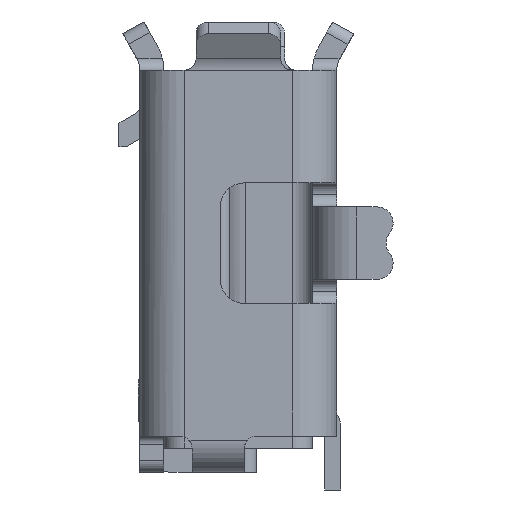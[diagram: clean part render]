
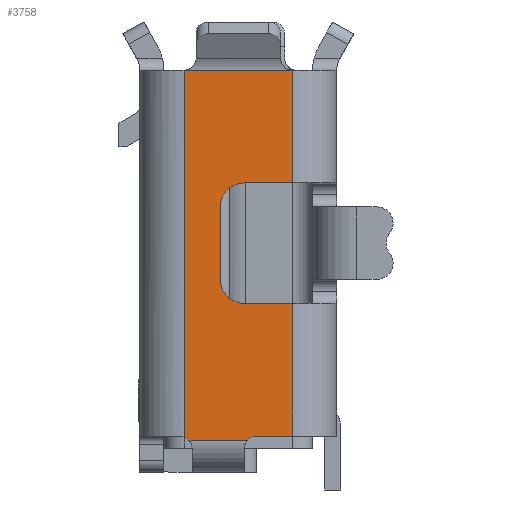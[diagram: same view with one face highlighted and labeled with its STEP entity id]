
A CAD part, left-side view. The second image highlights one B-rep face of the part: STEP entity #3758.
In plain terms, the highlighted planar face has unit normal (-1, 0, 0).
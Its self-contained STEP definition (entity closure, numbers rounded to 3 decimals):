
#57 = EDGE_CURVE ( 'NONE', #91, #102, #6020, .T. ) ;
#91 = VERTEX_POINT ( 'NONE', #6083 ) ;
#102 = VERTEX_POINT ( 'NONE', #6116 ) ;
#167 = VERTEX_POINT ( 'NONE', #6203 ) ;
#3758 = ADVANCED_FACE ( 'NONE', ( #14594 ), #14593, .T. ) ;
#3759 = EDGE_LOOP ( 'NONE', ( #3762, #3797, #3803, #3810, #3814, #3817, #3856, #3860, #3866, #3871, #3876, #3916, #3920 ) ) ;
#3762 = ORIENTED_EDGE ( 'NONE', *, *, #3879, .F. ) ;
#3797 = ORIENTED_EDGE ( 'NONE', *, *, #3799, .T. ) ;
#3799 = EDGE_CURVE ( 'NONE', #3881, #3801, #14672, .T. ) ;
#3801 = VERTEX_POINT ( 'NONE', #14668 ) ;
#3803 = ORIENTED_EDGE ( 'NONE', *, *, #3805, .T. ) ;
#3805 = EDGE_CURVE ( 'NONE', #3801, #3807, #14728, .T. ) ;
#3807 = VERTEX_POINT ( 'NONE', #14719 ) ;
#3810 = ORIENTED_EDGE ( 'NONE', *, *, #3812, .F. ) ;
#3812 = EDGE_CURVE ( 'NONE', #91, #3807, #14711, .T. ) ;
#3814 = ORIENTED_EDGE ( 'NONE', *, *, #57, .T. ) ;
#3817 = ORIENTED_EDGE ( 'NONE', *, *, #3818, .F. ) ;
#3818 = EDGE_CURVE ( 'NONE', #3820, #102, #14744, .T. ) ;
#3820 = VERTEX_POINT ( 'NONE', #14740 ) ;
#3856 = ORIENTED_EDGE ( 'NONE', *, *, #3857, .F. ) ;
#3857 = EDGE_CURVE ( 'NONE', #3858, #3820, #14816, .T. ) ;
#3858 = VERTEX_POINT ( 'NONE', #14866 ) ;
#3860 = ORIENTED_EDGE ( 'NONE', *, *, #3862, .F. ) ;
#3862 = EDGE_CURVE ( 'NONE', #3863, #3858, #14861, .T. ) ;
#3863 = VERTEX_POINT ( 'NONE', #14857 ) ;
#3866 = ORIENTED_EDGE ( 'NONE', *, *, #3868, .F. ) ;
#3868 = EDGE_CURVE ( 'NONE', #3869, #3863, #14896, .T. ) ;
#3869 = VERTEX_POINT ( 'NONE', #14891 ) ;
#3871 = ORIENTED_EDGE ( 'NONE', *, *, #3873, .F. ) ;
#3873 = EDGE_CURVE ( 'NONE', #3874, #3869, #14890, .T. ) ;
#3874 = VERTEX_POINT ( 'NONE', #14886 ) ;
#3876 = ORIENTED_EDGE ( 'NONE', *, *, #3878, .T. ) ;
#3878 = EDGE_CURVE ( 'NONE', #3874, #167, #14885, .T. ) ;
#3879 = EDGE_CURVE ( 'NONE', #3881, #3882, #14881, .T. ) ;
#3881 = VERTEX_POINT ( 'NONE', #14876 ) ;
#3882 = VERTEX_POINT ( 'NONE', #14875 ) ;
#3916 = ORIENTED_EDGE ( 'NONE', *, *, #3918, .T. ) ;
#3918 = EDGE_CURVE ( 'NONE', #167, #5861, #14961, .T. ) ;
#3920 = ORIENTED_EDGE ( 'NONE', *, *, #3922, .F. ) ;
#3922 = EDGE_CURVE ( 'NONE', #3882, #5861, #15020, .T. ) ;
#5861 = VERTEX_POINT ( 'NONE', #18968 ) ;
#6012 = DIRECTION ( 'NONE',  ( 0., 0., 1. ) ) ;
#6013 = VECTOR ( 'NONE', #6012, 1000. ) ;
#6014 = CARTESIAN_POINT ( 'NONE',  ( -3.75, 0.6, -13.029 ) ) ;
#6020 = LINE ( 'NONE', #6014, #6013 ) ;
#6083 = CARTESIAN_POINT ( 'NONE',  ( -3.75, 0.6, -4.55 ) ) ;
#6116 = CARTESIAN_POINT ( 'NONE',  ( -3.75, 0.6, -2.9 ) ) ;
#6203 = CARTESIAN_POINT ( 'NONE',  ( -3.75, 0.6, 0. ) ) ;
#14589 = DIRECTION ( 'NONE',  ( 0., -1., 0. ) ) ;
#14590 = DIRECTION ( 'NONE',  ( -1., 0., 0. ) ) ;
#14591 = CARTESIAN_POINT ( 'NONE',  ( -3.75, 1.95, -5. ) ) ;
#14592 = AXIS2_PLACEMENT_3D ( 'NONE', #14591, #14590, #14589 ) ;
#14593 = PLANE ( 'NONE',  #14592 ) ;
#14594 = FACE_OUTER_BOUND ( 'NONE', #3759, .T. ) ;
#14668 = CARTESIAN_POINT ( 'NONE',  ( -3.75, 1.162, -4.6 ) ) ;
#14669 = DIRECTION ( 'NONE',  ( 0., -1., 0. ) ) ;
#14670 = VECTOR ( 'NONE', #14669, 1000. ) ;
#14671 = CARTESIAN_POINT ( 'NONE',  ( -3.75, 1.2, -4.6 ) ) ;
#14672 = LINE ( 'NONE', #14671, #14670 ) ;
#14708 = DIRECTION ( 'NONE',  ( 0., 1., 0. ) ) ;
#14709 = VECTOR ( 'NONE', #14708, 1000. ) ;
#14710 = CARTESIAN_POINT ( 'NONE',  ( -3.75, 1., -4.55 ) ) ;
#14711 = LINE ( 'NONE', #14710, #14709 ) ;
#14719 = CARTESIAN_POINT ( 'NONE',  ( -3.75, 1.05, -4.55 ) ) ;
#14724 = DIRECTION ( 'NONE',  ( 0., -1., 0. ) ) ;
#14725 = DIRECTION ( 'NONE',  ( 1., 0., 0. ) ) ;
#14726 = CARTESIAN_POINT ( 'NONE',  ( -3.75, 1.05, -4.7 ) ) ;
#14727 = AXIS2_PLACEMENT_3D ( 'NONE', #14726, #14725, #14724 ) ;
#14728 = CIRCLE ( 'NONE', #14727, 0.15 ) ;
#14740 = CARTESIAN_POINT ( 'NONE',  ( -3.75, 1.2, -2.9 ) ) ;
#14741 = DIRECTION ( 'NONE',  ( 0., -1., 0. ) ) ;
#14742 = VECTOR ( 'NONE', #14741, 1000. ) ;
#14743 = CARTESIAN_POINT ( 'NONE',  ( -3.75, 1.2, -2.9 ) ) ;
#14744 = LINE ( 'NONE', #14743, #14742 ) ;
#14816 = CIRCLE ( 'NONE', #14825, 0.3 ) ;
#14824 = CARTESIAN_POINT ( 'NONE',  ( -3.75, 1.2, -2.6 ) ) ;
#14825 = AXIS2_PLACEMENT_3D ( 'NONE', #14824, #14868, #14867 ) ;
#14857 = CARTESIAN_POINT ( 'NONE',  ( -3.75, 1.5, -1.7 ) ) ;
#14858 = DIRECTION ( 'NONE',  ( 0., 0., -1. ) ) ;
#14859 = VECTOR ( 'NONE', #14858, 1000. ) ;
#14860 = CARTESIAN_POINT ( 'NONE',  ( -3.75, 1.5, -1.7 ) ) ;
#14861 = LINE ( 'NONE', #14860, #14859 ) ;
#14866 = CARTESIAN_POINT ( 'NONE',  ( -3.75, 1.5, -2.6 ) ) ;
#14867 = DIRECTION ( 'NONE',  ( 0., 0., 1. ) ) ;
#14868 = DIRECTION ( 'NONE',  ( -1., 0., 0. ) ) ;
#14875 = CARTESIAN_POINT ( 'NONE',  ( -3.75, 1.95, -4.559 ) ) ;
#14876 = CARTESIAN_POINT ( 'NONE',  ( -3.75, 1.888, -4.6 ) ) ;
#14877 = DIRECTION ( 'NONE',  ( 0., 0., 1. ) ) ;
#14878 = DIRECTION ( 'NONE',  ( -1., 0., 0. ) ) ;
#14879 = CARTESIAN_POINT ( 'NONE',  ( -3.75, 2., -4.7 ) ) ;
#14880 = AXIS2_PLACEMENT_3D ( 'NONE', #14879, #14878, #14877 ) ;
#14881 = CIRCLE ( 'NONE', #14880, 0.15 ) ;
#14882 = DIRECTION ( 'NONE',  ( 0., 0., 1. ) ) ;
#14883 = VECTOR ( 'NONE', #14882, 1000. ) ;
#14884 = CARTESIAN_POINT ( 'NONE',  ( -3.75, 0.6, -13.029 ) ) ;
#14885 = LINE ( 'NONE', #14884, #14883 ) ;
#14886 = CARTESIAN_POINT ( 'NONE',  ( -3.75, 0.6, -1.4 ) ) ;
#14887 = DIRECTION ( 'NONE',  ( 0., 1., 0. ) ) ;
#14888 = VECTOR ( 'NONE', #14887, 1000. ) ;
#14889 = CARTESIAN_POINT ( 'NONE',  ( -3.75, 0.05, -1.4 ) ) ;
#14890 = LINE ( 'NONE', #14889, #14888 ) ;
#14891 = CARTESIAN_POINT ( 'NONE',  ( -3.75, 1.2, -1.4 ) ) ;
#14892 = DIRECTION ( 'NONE',  ( 0., 0., 1. ) ) ;
#14893 = DIRECTION ( 'NONE',  ( -1., 0., 0. ) ) ;
#14894 = CARTESIAN_POINT ( 'NONE',  ( -3.75, 1.2, -1.7 ) ) ;
#14895 = AXIS2_PLACEMENT_3D ( 'NONE', #14894, #14893, #14892 ) ;
#14896 = CIRCLE ( 'NONE', #14895, 0.3 ) ;
#14958 = DIRECTION ( 'NONE',  ( 0., 1., 0. ) ) ;
#14959 = VECTOR ( 'NONE', #14958, 1000. ) ;
#14960 = CARTESIAN_POINT ( 'NONE',  ( -3.75, 0.75, 0. ) ) ;
#14961 = LINE ( 'NONE', #14960, #14959 ) ;
#15017 = DIRECTION ( 'NONE',  ( 0., 0., 1. ) ) ;
#15018 = VECTOR ( 'NONE', #15017, 1000. ) ;
#15019 = CARTESIAN_POINT ( 'NONE',  ( -3.75, 1.95, -5. ) ) ;
#15020 = LINE ( 'NONE', #15019, #15018 ) ;
#18968 = CARTESIAN_POINT ( 'NONE',  ( -3.75, 1.95, 0. ) ) ;
